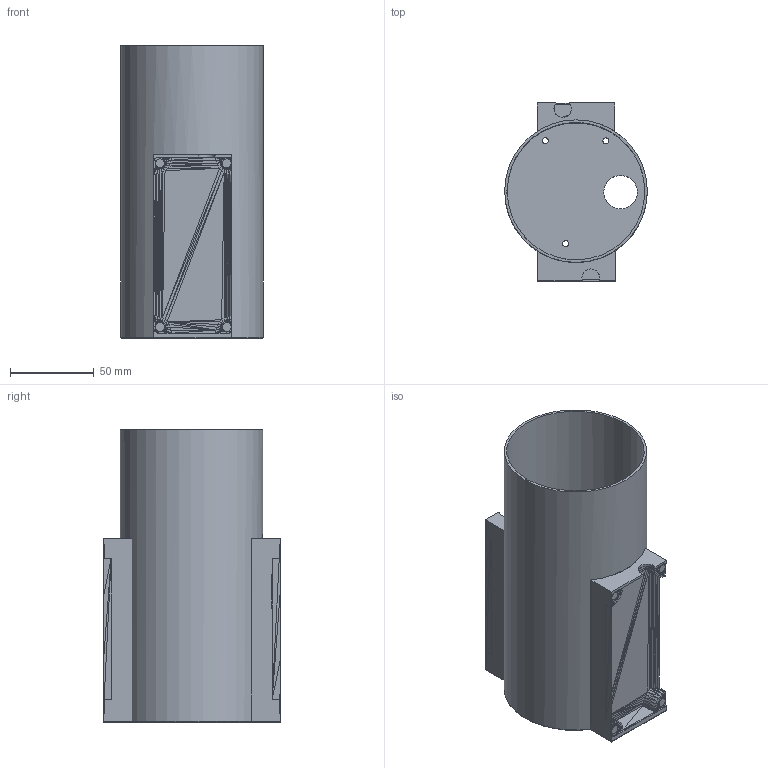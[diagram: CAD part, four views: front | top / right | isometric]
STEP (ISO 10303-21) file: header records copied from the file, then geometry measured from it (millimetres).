
FILE_DESCRIPTION(/* description */ (''),/* implementation_level */ '2;1');
FILE_NAME(/* name */ 'Case Shell.step',/* time_stamp */ '2025-11-08T10:09:12-05:00',/* author */ (''),/* organization */ (''),/* preprocessor_version */ 'ST-DEVELOPER v20.1',/* originating_system */ 'Autodesk Translation Framework v14.17.0.0',/* authorisation */ '');
FILE_SCHEMA (('AUTOMOTIVE_DESIGN { 1 0 10303 214 3 1 1 }'));
Length unit declared in the file: millimetre
Products named in the file (1): Case Shell
Bounding box: 85 x 105.97 x 174.5 mm (x, y, z)
Volume: 139337.4 mm3; surface area: 145074.4 mm2
Topology: 4 solids, 4 shells, 1227 faces, 2369 edges, 1151 vertices
Faces by surface type: plane 1206, cylinder 19, torus 1, cone 1
Full cylindrical faces by diameter (mm): 3.5 x3, 20 x1, 82 x1, 85 x1
Entity records: 28844 total; most frequent: DIRECTION 4874, CARTESIAN_POINT 4780, ORIENTED_EDGE 4738, EDGE_CURVE 2369, LINE 2308, VECTOR 2308, AXIS2_PLACEMENT_3D 1283, EDGE_LOOP 1236
